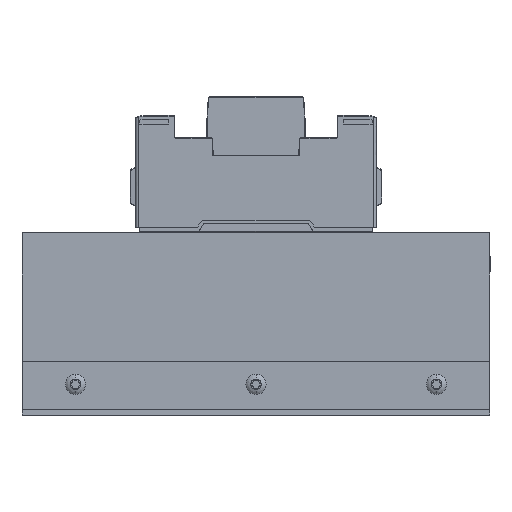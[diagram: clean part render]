
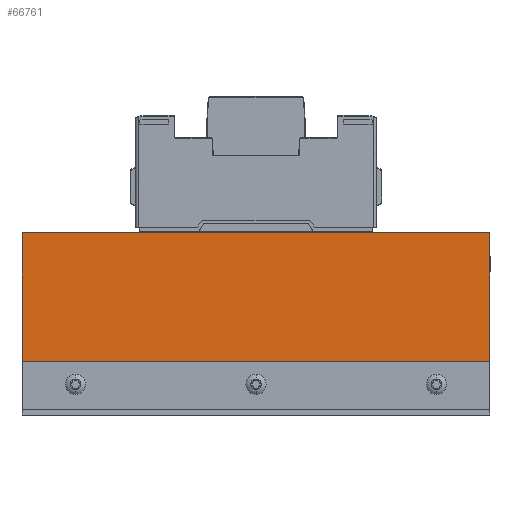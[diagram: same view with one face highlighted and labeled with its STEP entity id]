
A CAD part, left-side view. The second image highlights one B-rep face of the part: STEP entity #66761.
In plain terms, the highlighted free-form (B-spline) face has degree [1, 1] with [2, 2] control points.
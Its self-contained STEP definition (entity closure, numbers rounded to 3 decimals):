
#66170=CARTESIAN_POINT('',(-56.1,-87.5,20.));
#66171=VERTEX_POINT('',#66170);
#66178=CARTESIAN_POINT('',(-56.1,87.5,20.));
#66179=VERTEX_POINT('',#66178);
#66180=CARTESIAN_POINT('',(-56.1,87.5,20.));
#66181=DIRECTION('',(0.0,-1.0,0.0));
#66182=VECTOR('',#66181,175.0);
#66183=LINE('',#66180,#66182);
#66184=EDGE_CURVE('',#66179,#66171,#66183,.T.);
#66565=CARTESIAN_POINT('',(-56.1,-87.5,68.2));
#66566=VERTEX_POINT('',#66565);
#66567=CARTESIAN_POINT('',(-56.1,87.5,68.2));
#66568=VERTEX_POINT('',#66567);
#66569=CARTESIAN_POINT('',(-56.1,-87.5,68.2));
#66570=DIRECTION('',(0.0,1.0,0.0));
#66571=VECTOR('',#66570,175.);
#66572=LINE('',#66569,#66571);
#66573=EDGE_CURVE('',#66566,#66568,#66572,.T.);
#66740=CARTESIAN_POINT('',(-56.1,-87.5,68.2));
#66741=CARTESIAN_POINT('',(-56.1,87.5,68.2));
#66742=CARTESIAN_POINT('',(-56.1,-87.5,20.));
#66743=CARTESIAN_POINT('',(-56.1,87.5,20.));
#66744=B_SPLINE_SURFACE_WITH_KNOTS('',1,1,((#66740,#66742),(#66741,#66743)),.UNSPECIFIED.,.F.,.F.,.U.,(2,2),(2,2),(0.0,175.),(0.0,48.2),.UNSPECIFIED.);
#66745=ORIENTED_EDGE('',*,*,#66184,.T.);
#66746=CARTESIAN_POINT('',(-56.1,-87.5,20.));
#66747=DIRECTION('',(0.0,0.0,1.0));
#66748=VECTOR('',#66747,48.2);
#66749=LINE('',#66746,#66748);
#66750=EDGE_CURVE('',#66566,#66171,#66749,.F.);
#66751=ORIENTED_EDGE('',*,*,#66750,.F.);
#66752=ORIENTED_EDGE('',*,*,#66573,.T.);
#66753=CARTESIAN_POINT('',(-56.1,87.5,20.));
#66754=DIRECTION('',(0.0,0.0,1.0));
#66755=VECTOR('',#66754,48.2);
#66756=LINE('',#66753,#66755);
#66757=EDGE_CURVE('',#66568,#66179,#66756,.F.);
#66758=ORIENTED_EDGE('',*,*,#66757,.T.);
#66759=EDGE_LOOP('',(#66745,#66751,#66752,#66758));
#66760=FACE_OUTER_BOUND('',#66759,.T.);
#66761=ADVANCED_FACE('',(#66760),#66744,.T.);
